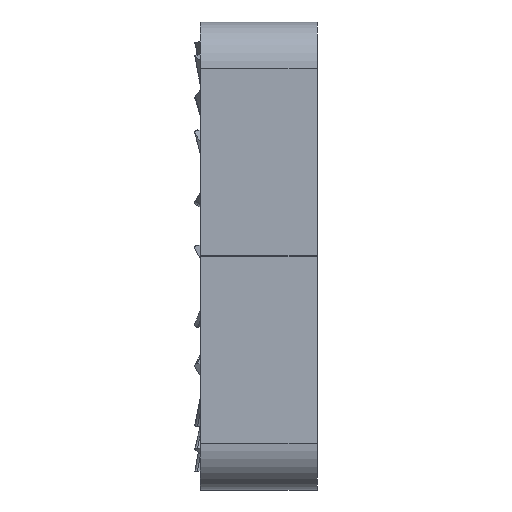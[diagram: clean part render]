
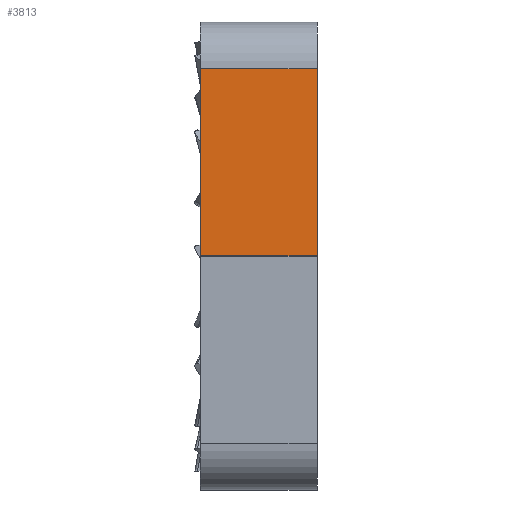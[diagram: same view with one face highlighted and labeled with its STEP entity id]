
A CAD part, left-side view. The second image highlights one B-rep face of the part: STEP entity #3813.
In plain terms, the highlighted planar face has unit normal (-1, 0, 0).
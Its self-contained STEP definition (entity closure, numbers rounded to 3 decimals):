
#364=PLANE('',#4185);
#473=FACE_OUTER_BOUND('',#705,.T.);
#705=EDGE_LOOP('',(#2853,#2854,#2855,#2856));
#950=LINE('',#5780,#1130);
#966=LINE('',#5845,#1146);
#967=LINE('',#5847,#1147);
#968=LINE('',#5848,#1148);
#1130=VECTOR('',#4857,10.);
#1146=VECTOR('',#4927,10.);
#1147=VECTOR('',#4928,10.);
#1148=VECTOR('',#4929,10.);
#1533=VERTEX_POINT('',#5777);
#1534=VERTEX_POINT('',#5779);
#1556=VERTEX_POINT('',#5844);
#1557=VERTEX_POINT('',#5846);
#2004=EDGE_CURVE('',#1533,#1534,#950,.T.);
#2035=EDGE_CURVE('',#1556,#1533,#966,.T.);
#2036=EDGE_CURVE('',#1557,#1556,#967,.T.);
#2037=EDGE_CURVE('',#1557,#1534,#968,.T.);
#2853=ORIENTED_EDGE('',*,*,#2035,.F.);
#2854=ORIENTED_EDGE('',*,*,#2036,.F.);
#2855=ORIENTED_EDGE('',*,*,#2037,.T.);
#2856=ORIENTED_EDGE('',*,*,#2004,.F.);
#3813=ADVANCED_FACE('',(#473),#364,.T.);
#4185=AXIS2_PLACEMENT_3D('',#5843,#4925,#4926);
#4857=DIRECTION('',(0.,0.,1.));
#4925=DIRECTION('center_axis',(-1.,0.,0.));
#4926=DIRECTION('ref_axis',(0.,0.,-1.));
#4927=DIRECTION('',(0.,1.,0.));
#4928=DIRECTION('',(0.,0.,-1.));
#4929=DIRECTION('',(0.,1.,0.));
#5777=CARTESIAN_POINT('',(-20.,9.,0.001));
#5779=CARTESIAN_POINT('',(-20.,9.,16.));
#5780=CARTESIAN_POINT('',(-20.,9.,-16.));
#5843=CARTESIAN_POINT('Origin',(-20.,0.,16.));
#5844=CARTESIAN_POINT('',(-20.,-1.,0.001));
#5845=CARTESIAN_POINT('',(-20.,0.,0.001));
#5846=CARTESIAN_POINT('',(-20.,-1.,16.));
#5847=CARTESIAN_POINT('',(-20.,-1.,-16.));
#5848=CARTESIAN_POINT('',(-20.,0.,16.));
